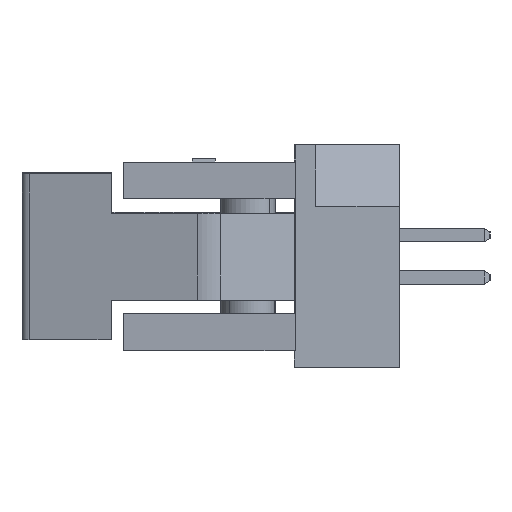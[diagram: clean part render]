
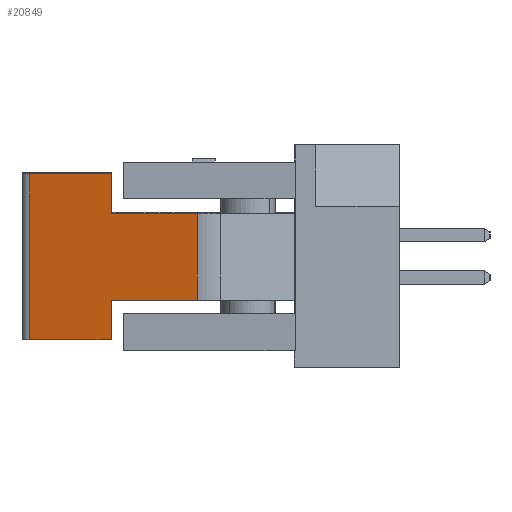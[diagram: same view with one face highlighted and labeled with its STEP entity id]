
A CAD part, left-side view. The second image highlights one B-rep face of the part: STEP entity #20849.
In plain terms, the highlighted face is planar.
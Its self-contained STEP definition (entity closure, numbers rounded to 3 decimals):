
#19055=DIRECTION('',(0.967,-0.253,0.));
#19056=VECTOR('',#19055,2.528);
#19057=CARTESIAN_POINT('',(-5.391,-4.087,0.));
#19058=LINE('',#19057,#19056);
#19268=DIRECTION('',(0.967,-0.253,0.));
#19269=VECTOR('',#19268,2.528);
#19270=CARTESIAN_POINT('',(-5.391,-4.087,4.97));
#19271=LINE('',#19270,#19269);
#19653=DIRECTION('',(0.,0.,-1.));
#19654=VECTOR('',#19653,4.97);
#19655=CARTESIAN_POINT('',(-5.391,-4.087,4.97));
#19656=LINE('',#19655,#19654);
#19660=DIRECTION('',(0.,0.,-1.));
#19661=VECTOR('',#19660,1.185);
#19662=CARTESIAN_POINT('',(-2.945,-4.727,4.97));
#19663=LINE('',#19662,#19661);
#19667=DIRECTION('',(-0.967,0.253,0.));
#19668=VECTOR('',#19667,2.668);
#19669=CARTESIAN_POINT('',(-0.364,-5.403,3.785));
#19670=LINE('',#19669,#19668);
#19674=DIRECTION('',(0.,0.,-1.));
#19675=VECTOR('',#19674,2.6);
#19676=CARTESIAN_POINT('',(-0.364,-5.403,3.785));
#19677=LINE('',#19676,#19675);
#19681=DIRECTION('',(-0.967,0.253,0.));
#19682=VECTOR('',#19681,2.668);
#19683=CARTESIAN_POINT('',(-0.364,-5.403,1.185));
#19684=LINE('',#19683,#19682);
#19688=DIRECTION('',(0.,0.,1.));
#19689=VECTOR('',#19688,1.185);
#19690=CARTESIAN_POINT('',(-2.945,-4.727,0.));
#19691=LINE('',#19690,#19689);
#20153=CARTESIAN_POINT('',(-2.945,-4.727,0.));
#20154=CARTESIAN_POINT('',(-2.945,-4.727,1.185));
#20155=VERTEX_POINT('',#20153);
#20156=VERTEX_POINT('',#20154);
#20157=CARTESIAN_POINT('',(-2.945,-4.727,4.97));
#20158=CARTESIAN_POINT('',(-2.945,-4.727,3.785));
#20159=VERTEX_POINT('',#20157);
#20160=VERTEX_POINT('',#20158);
#20260=CARTESIAN_POINT('',(-0.364,-5.403,1.185));
#20262=VERTEX_POINT('',#20260);
#20263=CARTESIAN_POINT('',(-0.364,-5.403,3.785));
#20264=VERTEX_POINT('',#20263);
#20275=CARTESIAN_POINT('',(-5.391,-4.087,0.));
#20277=VERTEX_POINT('',#20275);
#20281=CARTESIAN_POINT('',(-5.391,-4.087,4.97));
#20282=VERTEX_POINT('',#20281);
#20830=CARTESIAN_POINT('',(-5.615,-4.028,0.));
#20831=DIRECTION('',(-0.253,-0.967,0.));
#20832=DIRECTION('',(0.967,-0.253,0.));
#20833=AXIS2_PLACEMENT_3D('',#20830,#20831,#20832);
#20834=PLANE('',#20833);
#20835=ORIENTED_EDGE('',*,*,#20369,.F.);
#20836=ORIENTED_EDGE('',*,*,#20498,.T.);
#20838=ORIENTED_EDGE('',*,*,#20837,.T.);
#20840=ORIENTED_EDGE('',*,*,#20839,.F.);
#20842=ORIENTED_EDGE('',*,*,#20841,.T.);
#20844=ORIENTED_EDGE('',*,*,#20843,.T.);
#20845=ORIENTED_EDGE('',*,*,#20822,.F.);
#20846=ORIENTED_EDGE('',*,*,#20330,.F.);
#20847=EDGE_LOOP('',(#20835,#20836,#20838,#20840,#20842,#20844,#20845,#20846));
#20848=FACE_OUTER_BOUND('',#20847,.F.);
#20849=ADVANCED_FACE('',(#20848),#20834,.T.);
#20330=EDGE_CURVE('',#20277,#20155,#19058,.T.);
#20369=EDGE_CURVE('',#20282,#20277,#19656,.T.);
#20498=EDGE_CURVE('',#20282,#20159,#19271,.T.);
#20822=EDGE_CURVE('',#20155,#20156,#19691,.T.);
#20837=EDGE_CURVE('',#20159,#20160,#19663,.T.);
#20839=EDGE_CURVE('',#20264,#20160,#19670,.T.);
#20841=EDGE_CURVE('',#20264,#20262,#19677,.T.);
#20843=EDGE_CURVE('',#20262,#20156,#19684,.T.);
